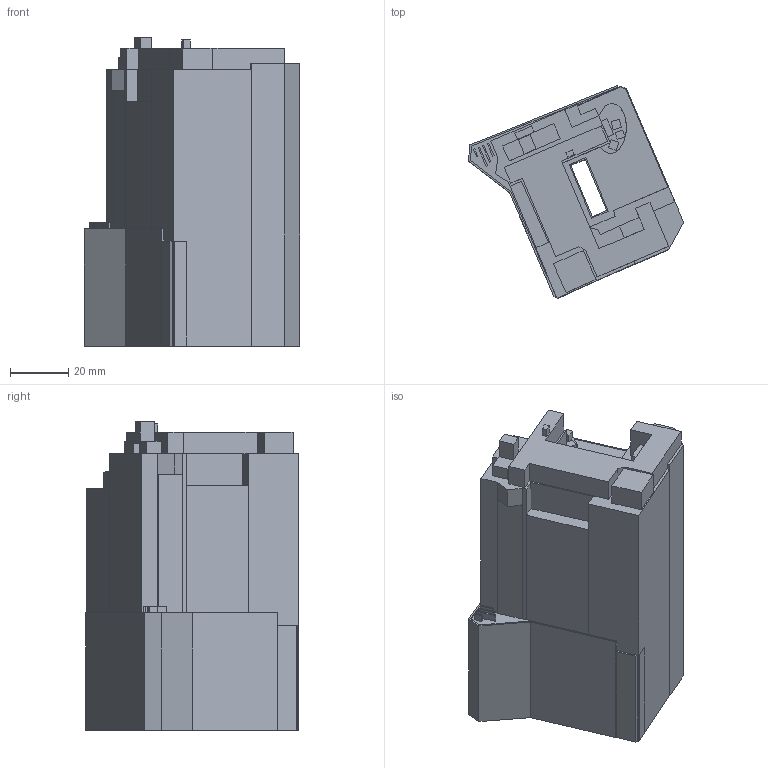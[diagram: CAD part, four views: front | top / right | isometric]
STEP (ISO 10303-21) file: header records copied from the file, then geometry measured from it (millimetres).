
FILE_DESCRIPTION(/* description */ (''),/* implementation_level */ '2;1');
FILE_NAME(/* name */ 'untitled (1).step',/* time_stamp */ '2025-08-16T21:31:12+09:00',/* author */ (''),/* organization */ (''),/* preprocessor_version */ 'ST-DEVELOPER v20.1',/* originating_system */ 'Autodesk Translation Framework v14.10.0.0',/* authorisation */ '');
FILE_SCHEMA (('AUTOMOTIVE_DESIGN { 1 0 10303 214 3 1 1 }'));
Length unit declared in the file: millimetre
Products named in the file (1): (未保存)
Bounding box: 73.69 x 72.88 x 105.49 mm (x, y, z)
Volume: 267639.9 mm3; surface area: 33930.2 mm2
Topology: 1 solids, 1 shells, 172 faces, 472 edges, 315 vertices
Faces by surface type: plane 168, cone 3, cylinder 1
Entity records: 5387 total; most frequent: CARTESIAN_POINT 978, ORIENTED_EDGE 944, DIRECTION 819, EDGE_CURVE 472, LINE 457, VECTOR 457, VERTEX_POINT 315, EDGE_LOOP 187
